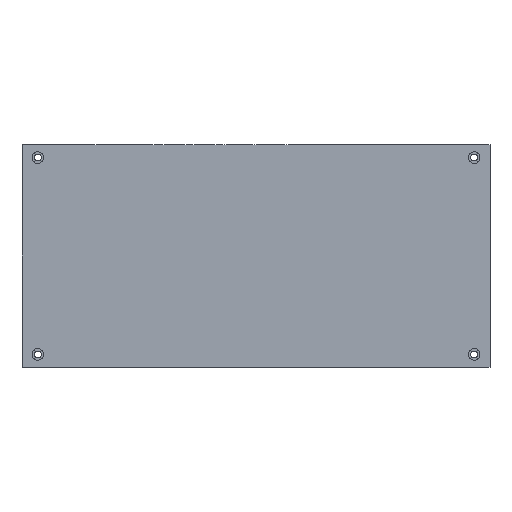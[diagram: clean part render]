
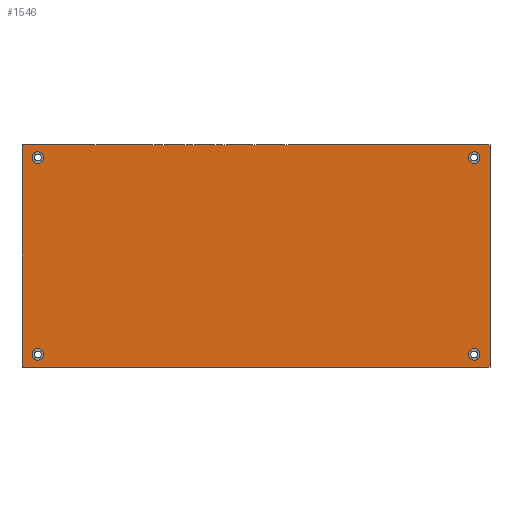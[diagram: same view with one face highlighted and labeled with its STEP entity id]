
A CAD part, front view. The second image highlights one B-rep face of the part: STEP entity #1546.
In plain terms, the highlighted planar face has unit normal (0, -1, 0).
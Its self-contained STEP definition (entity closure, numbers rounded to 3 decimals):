
#3 = EDGE_CURVE ( 'NONE', #2278, #2318, #2877, .T. ) ;
#100 = CIRCLE ( 'NONE', #213, 2.75 ) ;
#128 = AXIS2_PLACEMENT_3D ( 'NONE', #2159, #188, #2141 ) ;
#181 = CARTESIAN_POINT ( 'NONE',  ( 110.5, -2.5, -52.5 ) ) ;
#188 = DIRECTION ( 'NONE',  ( 0., -1., 0. ) ) ;
#213 = AXIS2_PLACEMENT_3D ( 'NONE', #2170, #2847, #3162 ) ;
#215 = CARTESIAN_POINT ( 'NONE',  ( 103., -2.5, 43.75 ) ) ;
#282 = CARTESIAN_POINT ( 'NONE',  ( -103., -2.5, 49.25 ) ) ;
#299 = DIRECTION ( 'NONE',  ( 0., 1., 0. ) ) ;
#315 = CARTESIAN_POINT ( 'NONE',  ( 0., -2.5, 0. ) ) ;
#341 = CIRCLE ( 'NONE', #2449, 2.75 ) ;
#406 = DIRECTION ( 'NONE',  ( 0., 0., -1. ) ) ;
#425 = CARTESIAN_POINT ( 'NONE',  ( 110.5, -2.5, 52.5 ) ) ;
#432 = ORIENTED_EDGE ( 'NONE', *, *, #2187, .F. ) ;
#435 = ORIENTED_EDGE ( 'NONE', *, *, #2944, .F. ) ;
#461 = EDGE_CURVE ( 'NONE', #1001, #1057, #3170, .T. ) ;
#519 = VECTOR ( 'NONE', #1322, 1000. ) ;
#538 = CIRCLE ( 'NONE', #956, 2.75 ) ;
#552 = EDGE_CURVE ( 'NONE', #1809, #632, #1804, .T. ) ;
#608 = LINE ( 'NONE', #863, #519 ) ;
#632 = VERTEX_POINT ( 'NONE', #903 ) ;
#647 = CARTESIAN_POINT ( 'NONE',  ( 103., -2.5, -46.5 ) ) ;
#648 = ORIENTED_EDGE ( 'NONE', *, *, #2595, .F. ) ;
#664 = LINE ( 'NONE', #2941, #3168 ) ;
#694 = EDGE_CURVE ( 'NONE', #872, #1891, #341, .T. ) ;
#711 = VECTOR ( 'NONE', #1622, 1000. ) ;
#717 = CARTESIAN_POINT ( 'NONE',  ( -103., -2.5, -49.25 ) ) ;
#731 = AXIS2_PLACEMENT_3D ( 'NONE', #1524, #2736, #1495 ) ;
#777 = AXIS2_PLACEMENT_3D ( 'NONE', #315, #299, #1526 ) ;
#790 = EDGE_CURVE ( 'NONE', #2278, #3102, #608, .T. ) ;
#851 = DIRECTION ( 'NONE',  ( 0., -1., 0. ) ) ;
#863 = CARTESIAN_POINT ( 'NONE',  ( -110.5, -2.5, 52.5 ) ) ;
#872 = VERTEX_POINT ( 'NONE', #2029 ) ;
#891 = DIRECTION ( 'NONE',  ( 0., 0., -1. ) ) ;
#903 = CARTESIAN_POINT ( 'NONE',  ( 103., -2.5, -43.75 ) ) ;
#956 = AXIS2_PLACEMENT_3D ( 'NONE', #1556, #851, #1071 ) ;
#997 = CARTESIAN_POINT ( 'NONE',  ( -103., -2.5, -46.5 ) ) ;
#998 = CARTESIAN_POINT ( 'NONE',  ( 103., -2.5, 46.5 ) ) ;
#1001 = VERTEX_POINT ( 'NONE', #2380 ) ;
#1029 = FACE_BOUND ( 'NONE', #2880, .T. ) ;
#1041 = AXIS2_PLACEMENT_3D ( 'NONE', #1684, #2873, #3129 ) ;
#1057 = VERTEX_POINT ( 'NONE', #282 ) ;
#1071 = DIRECTION ( 'NONE',  ( 0., 0., -1. ) ) ;
#1089 = FACE_OUTER_BOUND ( 'NONE', #3176, .T. ) ;
#1176 = ORIENTED_EDGE ( 'NONE', *, *, #2637, .F. ) ;
#1206 = ORIENTED_EDGE ( 'NONE', *, *, #790, .F. ) ;
#1270 = ORIENTED_EDGE ( 'NONE', *, *, #694, .F. ) ;
#1322 = DIRECTION ( 'NONE',  ( 1., 0., 0. ) ) ;
#1360 = ORIENTED_EDGE ( 'NONE', *, *, #552, .F. ) ;
#1396 = VERTEX_POINT ( 'NONE', #717 ) ;
#1477 = DIRECTION ( 'NONE',  ( 0., -1., 0. ) ) ;
#1495 = DIRECTION ( 'NONE',  ( 0., 0., -1. ) ) ;
#1524 = CARTESIAN_POINT ( 'NONE',  ( -103., -2.5, 46.5 ) ) ;
#1526 = DIRECTION ( 'NONE',  ( 0., 0., 1. ) ) ;
#1527 = VECTOR ( 'NONE', #891, 1000. ) ;
#1546 = ADVANCED_FACE ( 'NONE', ( #2306, #1029, #2030, #2006, #1089 ), #3056, .F. ) ;
#1556 = CARTESIAN_POINT ( 'NONE',  ( -103., -2.5, -46.5 ) ) ;
#1559 = CIRCLE ( 'NONE', #1041, 2.75 ) ;
#1622 = DIRECTION ( 'NONE',  ( 0., 0., -1. ) ) ;
#1623 = DIRECTION ( 'NONE',  ( 0., -1., 0. ) ) ;
#1655 = CIRCLE ( 'NONE', #731, 2.75 ) ;
#1666 = DIRECTION ( 'NONE',  ( 1., 0., 0. ) ) ;
#1684 = CARTESIAN_POINT ( 'NONE',  ( 103., -2.5, 46.5 ) ) ;
#1712 = DIRECTION ( 'NONE',  ( 0., 0., -1. ) ) ;
#1718 = ORIENTED_EDGE ( 'NONE', *, *, #2475, .F. ) ;
#1763 = EDGE_LOOP ( 'NONE', ( #2373, #1176 ) ) ;
#1764 = ORIENTED_EDGE ( 'NONE', *, *, #2493, .T. ) ;
#1804 = CIRCLE ( 'NONE', #2213, 2.75 ) ;
#1809 = VERTEX_POINT ( 'NONE', #1973 ) ;
#1891 = VERTEX_POINT ( 'NONE', #215 ) ;
#1903 = CARTESIAN_POINT ( 'NONE',  ( -110.5, -2.5, 52.5 ) ) ;
#1908 = EDGE_LOOP ( 'NONE', ( #1360, #435 ) ) ;
#1963 = DIRECTION ( 'NONE',  ( 0., -1., 0. ) ) ;
#1973 = CARTESIAN_POINT ( 'NONE',  ( 103., -2.5, -49.25 ) ) ;
#2006 = FACE_BOUND ( 'NONE', #3115, .T. ) ;
#2029 = CARTESIAN_POINT ( 'NONE',  ( 103., -2.5, 49.25 ) ) ;
#2030 = FACE_BOUND ( 'NONE', #1908, .T. ) ;
#2052 = AXIS2_PLACEMENT_3D ( 'NONE', #997, #1963, #2246 ) ;
#2141 = DIRECTION ( 'NONE',  ( 0., 0., -1. ) ) ;
#2159 = CARTESIAN_POINT ( 'NONE',  ( -103., -2.5, 46.5 ) ) ;
#2170 = CARTESIAN_POINT ( 'NONE',  ( 103., -2.5, -46.5 ) ) ;
#2187 = EDGE_CURVE ( 'NONE', #3102, #2922, #3149, .T. ) ;
#2213 = AXIS2_PLACEMENT_3D ( 'NONE', #647, #1623, #406 ) ;
#2246 = DIRECTION ( 'NONE',  ( 0., 0., -1. ) ) ;
#2254 = EDGE_CURVE ( 'NONE', #1891, #872, #1559, .T. ) ;
#2278 = VERTEX_POINT ( 'NONE', #1903 ) ;
#2306 = FACE_BOUND ( 'NONE', #1763, .T. ) ;
#2318 = VERTEX_POINT ( 'NONE', #2605 ) ;
#2326 = CARTESIAN_POINT ( 'NONE',  ( -103., -2.5, -43.75 ) ) ;
#2351 = ORIENTED_EDGE ( 'NONE', *, *, #3, .T. ) ;
#2373 = ORIENTED_EDGE ( 'NONE', *, *, #461, .F. ) ;
#2380 = CARTESIAN_POINT ( 'NONE',  ( -103., -2.5, 43.75 ) ) ;
#2392 = VERTEX_POINT ( 'NONE', #2326 ) ;
#2449 = AXIS2_PLACEMENT_3D ( 'NONE', #998, #1477, #1712 ) ;
#2475 = EDGE_CURVE ( 'NONE', #2392, #1396, #538, .T. ) ;
#2493 = EDGE_CURVE ( 'NONE', #2318, #2922, #664, .T. ) ;
#2595 = EDGE_CURVE ( 'NONE', #1396, #2392, #3092, .T. ) ;
#2605 = CARTESIAN_POINT ( 'NONE',  ( -110.5, -2.5, -52.5 ) ) ;
#2637 = EDGE_CURVE ( 'NONE', #1057, #1001, #1655, .T. ) ;
#2706 = ORIENTED_EDGE ( 'NONE', *, *, #2254, .F. ) ;
#2736 = DIRECTION ( 'NONE',  ( 0., -1., 0. ) ) ;
#2847 = DIRECTION ( 'NONE',  ( 0., -1., 0. ) ) ;
#2873 = DIRECTION ( 'NONE',  ( 0., -1., 0. ) ) ;
#2877 = LINE ( 'NONE', #3100, #1527 ) ;
#2880 = EDGE_LOOP ( 'NONE', ( #2706, #1270 ) ) ;
#2922 = VERTEX_POINT ( 'NONE', #181 ) ;
#2941 = CARTESIAN_POINT ( 'NONE',  ( -110.5, -2.5, -52.5 ) ) ;
#2944 = EDGE_CURVE ( 'NONE', #632, #1809, #100, .T. ) ;
#2952 = CARTESIAN_POINT ( 'NONE',  ( 110.5, -2.5, 52.5 ) ) ;
#3056 = PLANE ( 'NONE',  #777 ) ;
#3092 = CIRCLE ( 'NONE', #2052, 2.75 ) ;
#3100 = CARTESIAN_POINT ( 'NONE',  ( -110.5, -2.5, 52.5 ) ) ;
#3102 = VERTEX_POINT ( 'NONE', #2952 ) ;
#3115 = EDGE_LOOP ( 'NONE', ( #648, #1718 ) ) ;
#3129 = DIRECTION ( 'NONE',  ( 0., 0., -1. ) ) ;
#3149 = LINE ( 'NONE', #425, #711 ) ;
#3162 = DIRECTION ( 'NONE',  ( 0., 0., -1. ) ) ;
#3168 = VECTOR ( 'NONE', #1666, 1000. ) ;
#3170 = CIRCLE ( 'NONE', #128, 2.75 ) ;
#3176 = EDGE_LOOP ( 'NONE', ( #1206, #2351, #1764, #432 ) ) ;
